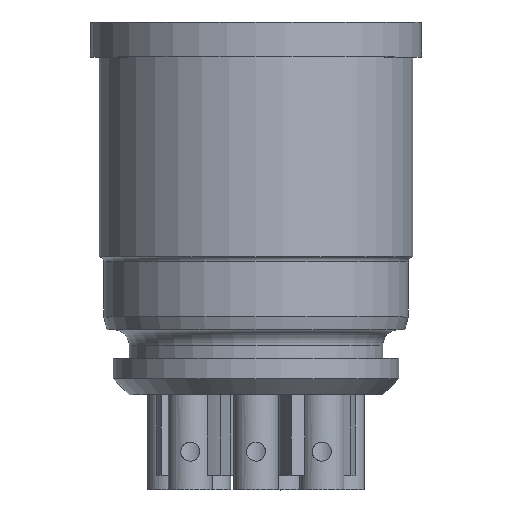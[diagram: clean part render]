
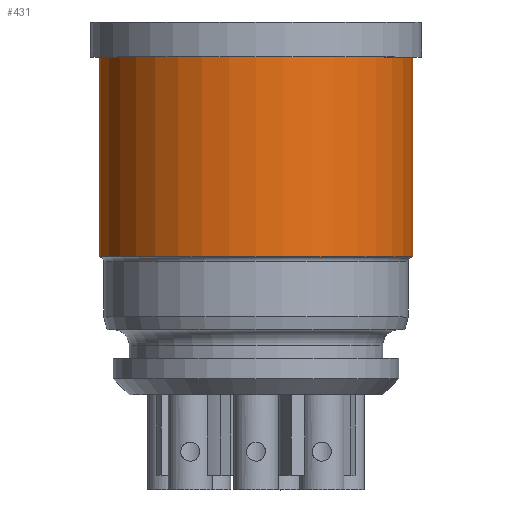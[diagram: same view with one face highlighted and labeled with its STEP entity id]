
A CAD part, top view. The second image highlights one B-rep face of the part: STEP entity #431.
In plain terms, the highlighted cylindrical face has radius 4.95 mm (diameter 9.9 mm), a full revolution.
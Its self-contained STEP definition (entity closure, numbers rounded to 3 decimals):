
#295=CIRCLE('',#1969,4.95);
#296=CIRCLE('',#1971,4.95);
#431=ADVANCED_FACE('F119',(#680,#681),#499,.T.);
#499=CYLINDRICAL_SURFACE('',#1972,4.95);
#680=FACE_BOUND('',#919,.T.);
#681=FACE_BOUND('',#920,.T.);
#919=EDGE_LOOP('',(#1288));
#920=EDGE_LOOP('',(#1289));
#1288=ORIENTED_EDGE('',*,*,#1704,.T.);
#1289=ORIENTED_EDGE('',*,*,#1703,.F.);
#1506=VERTEX_POINT('',#4175);
#1507=VERTEX_POINT('',#4178);
#1703=EDGE_CURVE('E262',#1506,#1506,#295,.T.);
#1704=EDGE_CURVE('E264',#1507,#1507,#296,.T.);
#1969=AXIS2_PLACEMENT_3D('',#4174,#2416,#2417);
#1971=AXIS2_PLACEMENT_3D('',#4177,#2420,#2421);
#1972=AXIS2_PLACEMENT_3D('',#4179,#2422,#2423);
#2416=DIRECTION('',(0.,1.,0.));
#2417=DIRECTION('',(0.,0.,1.));
#2420=DIRECTION('',(0.,1.,0.));
#2421=DIRECTION('',(0.,0.,1.));
#2422=DIRECTION('',(0.,1.,0.));
#2423=DIRECTION('',(0.,0.,-1.));
#4174=CARTESIAN_POINT('',(52.723,60.65,-0.383));
#4175=CARTESIAN_POINT('',(52.723,60.65,4.567));
#4177=CARTESIAN_POINT('',(52.723,54.35,-0.383));
#4178=CARTESIAN_POINT('',(52.723,54.35,4.567));
#4179=CARTESIAN_POINT('',(52.723,54.35,-0.383));
